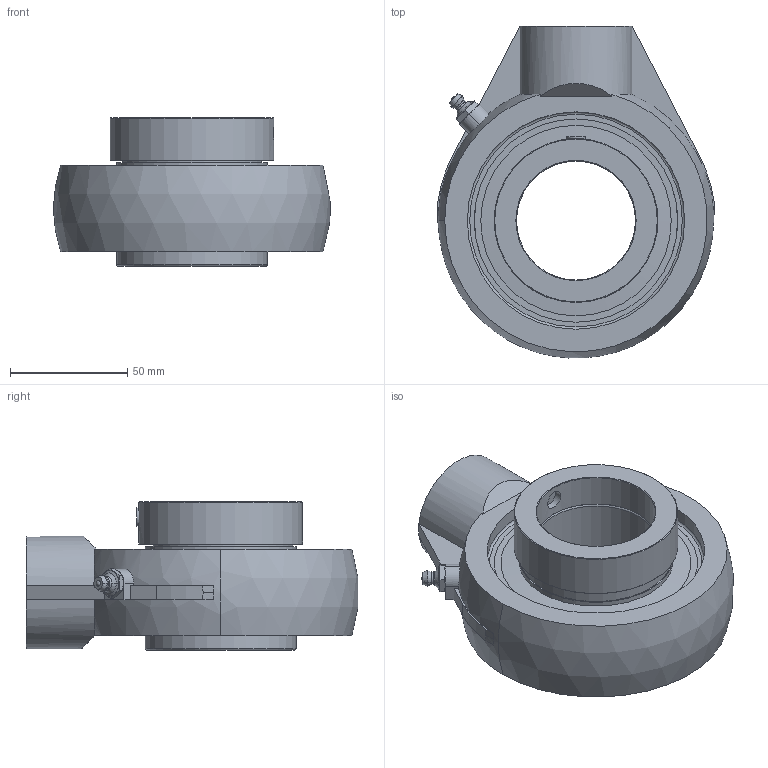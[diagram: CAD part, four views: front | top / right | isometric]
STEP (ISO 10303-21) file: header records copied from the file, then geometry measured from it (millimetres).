
FILE_DESCRIPTION(('HOOPS Exchange Step'),'2;1');
FILE_NAME('export-C81C78F7-F906-4E08-8507-605174F60AC2.stp','2019-12-13T13:14:04-08:00',('ibuslach'),('Alibre'),'HOOPS Exchange 2019.2','Alibre','Unknown authorisation');
FILE_SCHEMA( ('AP242_MANAGED_MODEL_BASED_3D_ENGINEERING_MIM_LF {1 0 10303 442 1 1 4 }') );
Length unit declared in the file: centimetre
Products named in the file (8): MRN SHA 210; ZERK 6mm; SHC 210-32 RACE; SHC 210-32 COLLAR; SHC 210-32 SHIELD; SHC 207 SS; MRN SHC 210-32; MRN SHCHA 210-32
Assembly tree (7 placements, depth 3):
  MRN SHCHA 210-32
    MRN SHA 210
    ZERK 6mm
    MRN SHC 210-32
      SHC 210-32 RACE
      SHC 210-32 COLLAR
      SHC 210-32 SHIELD
      SHC 207 SS
Bounding box: 118 x 141.58 x 63.36 mm (x, y, z)
Volume: 322601 mm3; surface area: 102587.7 mm2
Topology: 22 solids, 22 shells, 188 faces, 491 edges, 319 vertices
Faces by surface type: plane 59, cylinder 50, cone 34, sphere 25, torus 16, bspline 4
Full cylindrical faces by diameter (mm): 2.262 x2, 6 x2, 7.925 x1, 7.938 x2, 25.4 x1, 50.8 x2, 59.385 x2, 64.516 x4, 65.532 x2, 69.9 x1, 76.2 x2, 81.28 x4, 92.741 x1, 94.741 x1
Entity records: 8975 total; most frequent: CARTESIAN_POINT 4219, DIRECTION 1021, ORIENTED_EDGE 910, EDGE_CURVE 455, AXIS2_PLACEMENT_3D 439, VERTEX_POINT 319, CIRCLE 230, EDGE_LOOP 216
